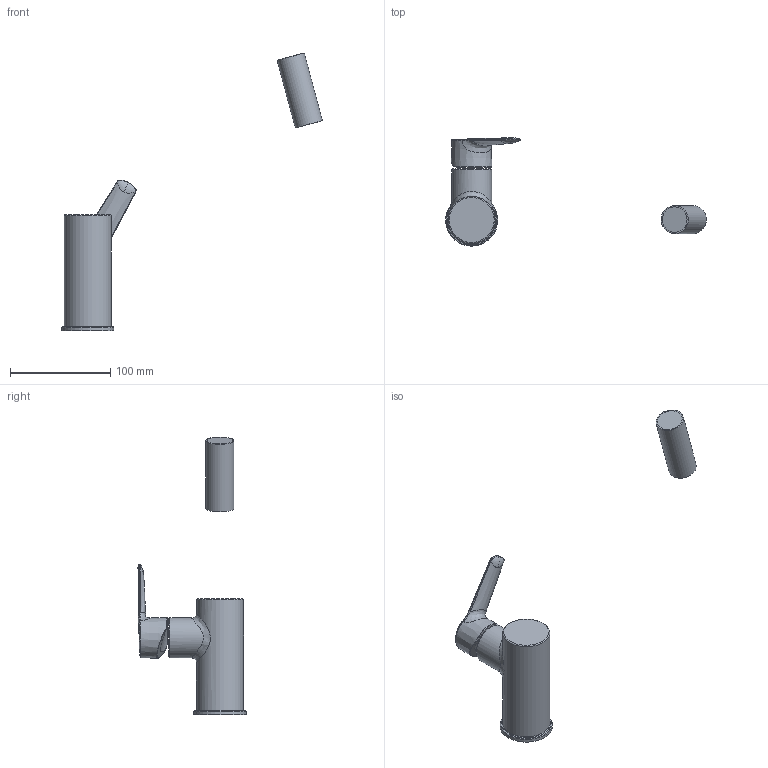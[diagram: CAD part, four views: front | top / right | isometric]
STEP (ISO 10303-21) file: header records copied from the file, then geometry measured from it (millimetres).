
FILE_DESCRIPTION(/* description */ ('Unknown'),/* implementation_level */ '2;1');
FILE_NAME(/* name */ '30633000',/* time_stamp */ '2022-08-17T10:56:38+02:00',/* author */ ('Unknown'),/* organization */ ('GROHE AG'),/* preprocessor_version */ 'ST-DEVELOPER v16.7',/* originating_system */ 'DEX',/* authorisation */ $);
FILE_SCHEMA (('AUTOMOTIVE_DESIGN {1 0 10303 214 3 1 1}'));
Length unit declared in the file: millimetre
Products named in the file (7): 30633000; 55513-10-01; 30633000_0; id150; 55513-10-02; 55513-10-03
Assembly tree (6 placements, depth 2):
  30633000
    30633000
    55513-10-01
    30633000_0
    id150
    55513-10-02
    55513-10-03
Bounding box: 260.59 x 107.96 x 277.8 mm (x, y, z)
Volume: 322828.6 mm3; surface area: 41125.7 mm2
Topology: 3 solids, 3 shells, 47 faces, 111 edges, 70 vertices
Faces by surface type: bspline 25, plane 8, cylinder 6, torus 5, cone 3
Full cylindrical faces by diameter (mm): 28 x1, 40 x1, 47 x1, 52 x1
Entity records: 5617 total; most frequent: CARTESIAN_POINT 4642, ORIENTED_EDGE 182, DIRECTION 107, EDGE_CURVE 91, B_SPLINE_CURVE_WITH_KNOTS 64, VERTEX_POINT 64, EDGE_LOOP 61, FACE_BOUND 61
